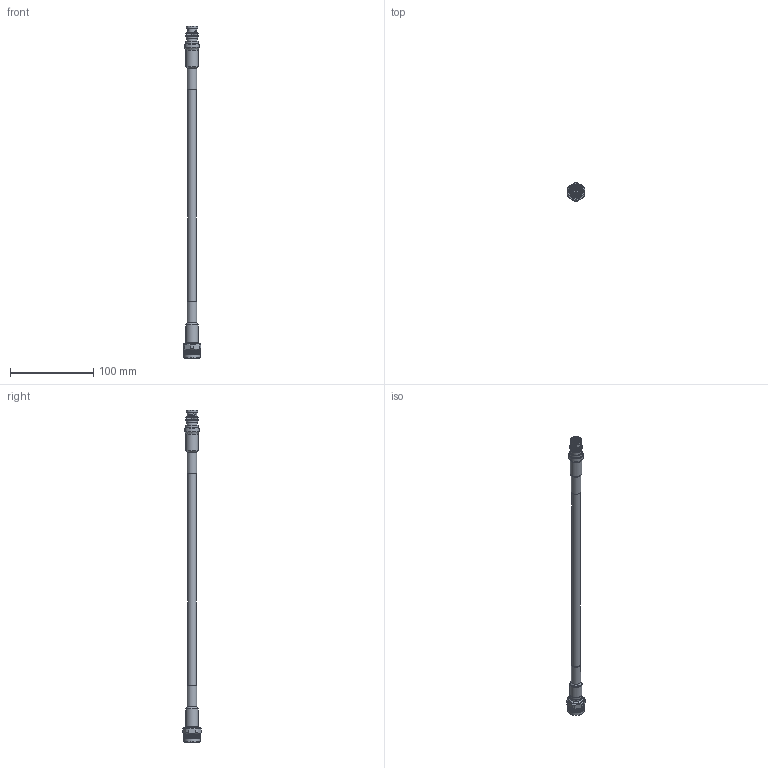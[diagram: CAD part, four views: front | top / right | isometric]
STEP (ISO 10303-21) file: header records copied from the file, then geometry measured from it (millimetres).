
FILE_DESCRIPTION (( 'STEP AP203' ), '1' );
FILE_NAME ('PE3C6721-HS_3D.step', '2022-04-20T20:16:46', ( '' ), ( '' ), 'SwSTEP 2.0', 'SolidWorks 2021', '' );
FILE_SCHEMA (( 'CONFIG_CONTROL_DESIGN' ));
Products named in the file (4): TC-400-BM-X^PE3C6721-HS_HeatShrink; PE3C6721-HS_3D; TC-400-NMH-X^PE3C6721-HS_Heat Shrink; LMR-400-UF^PE3C6721-HS_LMR-400
Assembly tree (3 placements, depth 2):
  PE3C6721-HS_3D
    LMR-400-UF^PE3C6721-HS_LMR-400
    TC-400-NMH-X^PE3C6721-HS_Heat Shrink
    TC-400-BM-X^PE3C6721-HS_HeatShrink
Bounding box: 20.62 x 22.22 x 398.59 mm (x, y, z)
Volume: 43369.9 mm3; surface area: 20640 mm2
Topology: 6 solids, 8 shells, 2662 faces, 5834 edges, 3205 vertices
Faces by surface type: bspline 1699, cylinder 577, plane 221, cone 164, torus 1
Full cylindrical faces by diameter (mm): 0.711 x1, 1.016 x1, 1.092 x1, 1.27 x2, 1.524 x1, 1.627 x1, 2.054 x1, 2.184 x1, 2.212 x1, 2.489 x1, 2.54 x1, 3.81 x1, 5.004 x1, 6.904 x1, 6.909 x1, 7.057 x1, 7.5 x1, 7.501 x1, 8.255 x1, 9.395 x1, 9.592 x1, 9.991 x1, 10.287 x1, 11.049 x1, 11.303 x1, 11.384 x1, 11.395 x1, 11.515 x1, 12.4 x1, 12.504 x1
Entity records: 91880 total; most frequent: CARTESIAN_POINT 53156, ORIENTED_EDGE 11422, EDGE_CURVE 5711, DIRECTION 3503, VERTEX_POINT 3164, EDGE_LOOP 2761, FACE_OUTER_BOUND 2709, ADVANCED_FACE 2656
